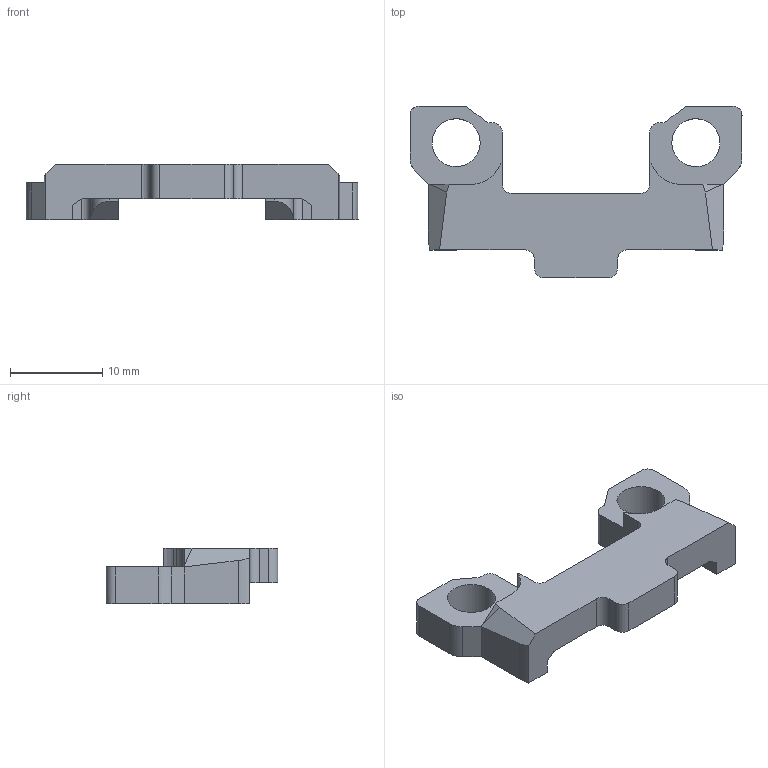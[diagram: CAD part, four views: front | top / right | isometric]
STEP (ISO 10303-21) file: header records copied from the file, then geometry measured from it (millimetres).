
FILE_DESCRIPTION(/* description */ (''),/* implementation_level */ '2;1');
FILE_NAME(/* name */ 'MANTA-5-SE-DC-机尾盖板打印件-绿色（2025-2-27）',/* time_stamp */ '2025-02-27T14:29:28+08:00',/* author */ (''),/* organization */ (''),/* preprocessor_version */ 'ST-DEVELOPER v19.2',/* originating_system */ 'Rhino 8.1',/* authorisation */ '');
FILE_SCHEMA (('CONFIG_CONTROL_DESIGN'));
Length unit declared in the file: millimetre
Products named in the file (1): Document
Bounding box: 36 x 18.63 x 6 mm (x, y, z)
Volume: 1465.6 mm3; surface area: 1435.2 mm2
Topology: 1 solids, 1 shells, 78 faces, 218 edges, 142 vertices
Faces by surface type: plane 52, cylinder 26
Full cylindrical faces by diameter (mm): 5.2 x2
Entity records: 2568 total; most frequent: CARTESIAN_POINT 836, ORIENTED_EDGE 444, EDGE_CURVE 222, B_SPLINE_CURVE_WITH_KNOTS 167, DIRECTION 156, VERTEX_POINT 146, AXIS2_PLACEMENT_3D 117, EDGE_LOOP 82
